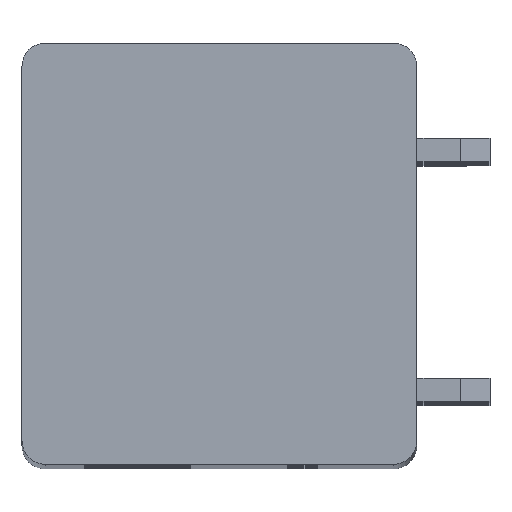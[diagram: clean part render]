
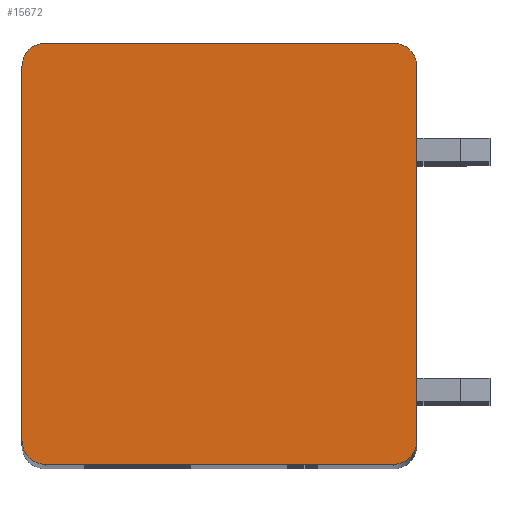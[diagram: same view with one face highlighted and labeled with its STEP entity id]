
A CAD part, top view. The second image highlights one B-rep face of the part: STEP entity #15672.
In plain terms, the highlighted planar face has unit normal (0, 0, 1).
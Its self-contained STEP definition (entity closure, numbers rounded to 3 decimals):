
#2407=CARTESIAN_POINT('',(-5.95,6.4,2.5));
#2408=DIRECTION('',(0.,0.,1.));
#2409=DIRECTION('',(0.,1.,0.));
#2410=AXIS2_PLACEMENT_3D('',#2407,#2408,#2409);
#2412=DIRECTION('',(-1.,0.,0.));
#2413=VECTOR('',#2412,11.9);
#2414=CARTESIAN_POINT('',(5.95,7.2,2.5));
#2415=LINE('',#2414,#2413);
#2416=CARTESIAN_POINT('',(5.95,6.4,2.5));
#2417=DIRECTION('',(0.,0.,1.));
#2418=DIRECTION('',(1.,0.,0.));
#2419=AXIS2_PLACEMENT_3D('',#2416,#2417,#2418);
#2421=DIRECTION('',(0.,1.,0.));
#2422=VECTOR('',#2421,12.8);
#2423=CARTESIAN_POINT('',(6.75,-6.4,2.5));
#2424=LINE('',#2423,#2422);
#2425=CARTESIAN_POINT('',(5.95,-6.4,2.5));
#2426=DIRECTION('',(0.,0.,1.));
#2427=DIRECTION('',(0.,-1.,0.));
#2428=AXIS2_PLACEMENT_3D('',#2425,#2426,#2427);
#2430=DIRECTION('',(1.,0.,0.));
#2431=VECTOR('',#2430,11.9);
#2432=CARTESIAN_POINT('',(-5.95,-7.2,2.5));
#2433=LINE('',#2432,#2431);
#2434=CARTESIAN_POINT('',(-5.95,-6.4,2.5));
#2435=DIRECTION('',(0.,0.,1.));
#2436=DIRECTION('',(-1.,0.,0.));
#2437=AXIS2_PLACEMENT_3D('',#2434,#2435,#2436);
#2439=DIRECTION('',(0.,-1.,0.));
#2440=VECTOR('',#2439,12.8);
#2441=CARTESIAN_POINT('',(-6.75,6.4,2.5));
#2442=LINE('',#2441,#2440);
#11339=CARTESIAN_POINT('',(-5.95,7.2,2.5));
#11340=VERTEX_POINT('',#11339);
#11341=CARTESIAN_POINT('',(-6.75,6.4,2.5));
#11342=VERTEX_POINT('',#11341);
#11347=CARTESIAN_POINT('',(6.75,6.4,2.5));
#11348=VERTEX_POINT('',#11347);
#11349=CARTESIAN_POINT('',(5.95,7.2,2.5));
#11350=VERTEX_POINT('',#11349);
#11355=CARTESIAN_POINT('',(-6.75,-6.4,2.5));
#11356=VERTEX_POINT('',#11355);
#11357=CARTESIAN_POINT('',(-5.95,-7.2,2.5));
#11358=VERTEX_POINT('',#11357);
#11363=CARTESIAN_POINT('',(5.95,-7.2,2.5));
#11364=VERTEX_POINT('',#11363);
#11365=CARTESIAN_POINT('',(6.75,-6.4,2.5));
#11366=VERTEX_POINT('',#11365);
#15657=CARTESIAN_POINT('',(0.,0.,2.5));
#15658=DIRECTION('',(0.,0.,1.));
#15659=DIRECTION('',(1.,0.,0.));
#15660=AXIS2_PLACEMENT_3D('',#15657,#15658,#15659);
#15661=PLANE('',#15660);
#15662=ORIENTED_EDGE('',*,*,#14257,.F.);
#15663=ORIENTED_EDGE('',*,*,#14273,.F.);
#15664=ORIENTED_EDGE('',*,*,#14718,.F.);
#15665=ORIENTED_EDGE('',*,*,#14733,.F.);
#15666=ORIENTED_EDGE('',*,*,#15106,.F.);
#15667=ORIENTED_EDGE('',*,*,#15119,.F.);
#15668=ORIENTED_EDGE('',*,*,#15638,.F.);
#15669=ORIENTED_EDGE('',*,*,#15650,.F.);
#15670=EDGE_LOOP('',(#15662,#15663,#15664,#15665,#15666,#15667,#15668,#15669));
#15671=FACE_OUTER_BOUND('',#15670,.F.);
#2411=CIRCLE('',#2410,0.8);
#2420=CIRCLE('',#2419,0.8);
#2429=CIRCLE('',#2428,0.8);
#2438=CIRCLE('',#2437,0.8);
#14257=EDGE_CURVE('',#11340,#11342,#2411,.T.);
#14273=EDGE_CURVE('',#11350,#11340,#2415,.T.);
#14718=EDGE_CURVE('',#11348,#11350,#2420,.T.);
#14733=EDGE_CURVE('',#11366,#11348,#2424,.T.);
#15106=EDGE_CURVE('',#11364,#11366,#2429,.T.);
#15119=EDGE_CURVE('',#11358,#11364,#2433,.T.);
#15638=EDGE_CURVE('',#11356,#11358,#2438,.T.);
#15650=EDGE_CURVE('',#11342,#11356,#2442,.T.);
#15672=ADVANCED_FACE('',(#15671),#15661,.T.);
